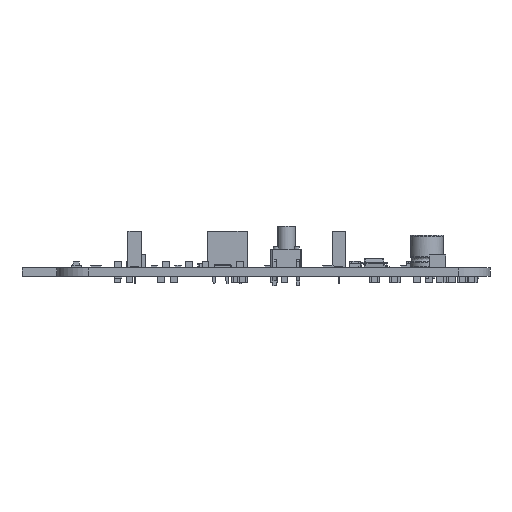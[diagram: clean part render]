
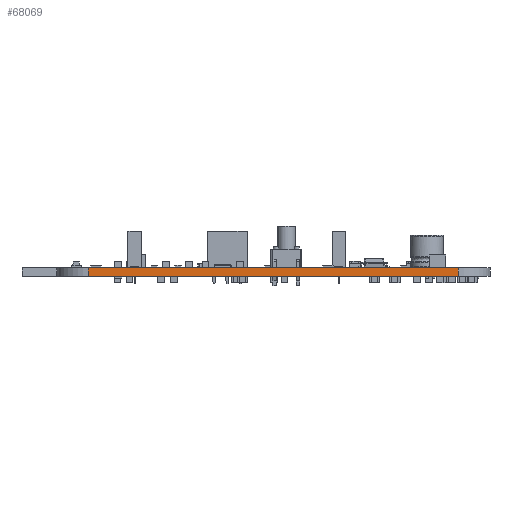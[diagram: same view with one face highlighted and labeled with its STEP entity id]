
A CAD part, left-side view. The second image highlights one B-rep face of the part: STEP entity #68069.
In plain terms, the highlighted planar face has unit normal (-1, 0, 0).
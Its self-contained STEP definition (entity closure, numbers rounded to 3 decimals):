
#63149 = CYLINDRICAL_SURFACE('',#63150,6.096);
#63150 = AXIS2_PLACEMENT_3D('',#63151,#63152,#63153);
#63151 = CARTESIAN_POINT('',(173.228,-98.552,0.));
#63152 = DIRECTION('',(0.,0.,-1.));
#63153 = DIRECTION('',(1.,0.,0.));
#63177 = PLANE('',#63178);
#63178 = AXIS2_PLACEMENT_3D('',#63179,#63180,#63181);
#63179 = CARTESIAN_POINT('',(215.74,-59.624,1.6));
#63180 = DIRECTION('',(0.,0.,1.));
#63181 = DIRECTION('',(1.,0.,0.));
#63231 = PLANE('',#63232);
#63232 = AXIS2_PLACEMENT_3D('',#63233,#63234,#63235);
#63233 = CARTESIAN_POINT('',(215.74,-59.624,0.));
#63234 = DIRECTION('',(0.,0.,1.));
#63235 = DIRECTION('',(1.,0.,0.));
#63246 = EDGE_CURVE('',#63247,#63249,#63251,.T.);
#63247 = VERTEX_POINT('',#63248);
#63248 = CARTESIAN_POINT('',(167.132,-98.552,0.));
#63249 = VERTEX_POINT('',#63250);
#63250 = CARTESIAN_POINT('',(167.132,-98.552,1.6));
#63251 = SURFACE_CURVE('',#63252,(#63256,#63263),.PCURVE_S1.);
#63252 = LINE('',#63253,#63254);
#63253 = CARTESIAN_POINT('',(167.132,-98.552,0.));
#63254 = VECTOR('',#63255,1.);
#63255 = DIRECTION('',(0.,0.,1.));
#63256 = PCURVE('',#63149,#63257);
#63257 = DEFINITIONAL_REPRESENTATION('',(#63258),#63262);
#63258 = LINE('',#63259,#63260);
#63259 = CARTESIAN_POINT('',(-3.142,0.));
#63260 = VECTOR('',#63261,1.);
#63261 = DIRECTION('',(0.,-1.));
#63262 = ( GEOMETRIC_REPRESENTATION_CONTEXT(2) 
PARAMETRIC_REPRESENTATION_CONTEXT() REPRESENTATION_CONTEXT('2D SPACE',''
  ) );
#63263 = PCURVE('',#63264,#63269);
#63264 = PLANE('',#63265);
#63265 = AXIS2_PLACEMENT_3D('',#63266,#63267,#63268);
#63266 = CARTESIAN_POINT('',(167.132,-27.178,0.));
#63267 = DIRECTION('',(1.,0.,0.));
#63268 = DIRECTION('',(0.,-1.,0.));
#63269 = DEFINITIONAL_REPRESENTATION('',(#63270),#63274);
#63270 = LINE('',#63271,#63272);
#63271 = CARTESIAN_POINT('',(71.374,0.));
#63272 = VECTOR('',#63273,1.);
#63273 = DIRECTION('',(0.,-1.));
#63274 = ( GEOMETRIC_REPRESENTATION_CONTEXT(2) 
PARAMETRIC_REPRESENTATION_CONTEXT() REPRESENTATION_CONTEXT('2D SPACE',''
  ) );
#63656 = VERTEX_POINT('',#63657);
#63657 = CARTESIAN_POINT('',(167.132,-27.178,0.));
#63672 = CYLINDRICAL_SURFACE('',#63673,6.096);
#63673 = AXIS2_PLACEMENT_3D('',#63674,#63675,#63676);
#63674 = CARTESIAN_POINT('',(173.228,-27.178,0.));
#63675 = DIRECTION('',(0.,0.,-1.));
#63676 = DIRECTION('',(1.,0.,0.));
#63684 = EDGE_CURVE('',#63656,#63247,#63685,.T.);
#63685 = SURFACE_CURVE('',#63686,(#63690,#63697),.PCURVE_S1.);
#63686 = LINE('',#63687,#63688);
#63687 = CARTESIAN_POINT('',(167.132,-27.178,0.));
#63688 = VECTOR('',#63689,1.);
#63689 = DIRECTION('',(0.,-1.,0.));
#63690 = PCURVE('',#63231,#63691);
#63691 = DEFINITIONAL_REPRESENTATION('',(#63692),#63696);
#63692 = LINE('',#63693,#63694);
#63693 = CARTESIAN_POINT('',(-48.608,32.446));
#63694 = VECTOR('',#63695,1.);
#63695 = DIRECTION('',(0.,-1.));
#63696 = ( GEOMETRIC_REPRESENTATION_CONTEXT(2) 
PARAMETRIC_REPRESENTATION_CONTEXT() REPRESENTATION_CONTEXT('2D SPACE',''
  ) );
#63697 = PCURVE('',#63264,#63698);
#63698 = DEFINITIONAL_REPRESENTATION('',(#63699),#63703);
#63699 = LINE('',#63700,#63701);
#63700 = CARTESIAN_POINT('',(0.,0.));
#63701 = VECTOR('',#63702,1.);
#63702 = DIRECTION('',(1.,0.));
#63703 = ( GEOMETRIC_REPRESENTATION_CONTEXT(2) 
PARAMETRIC_REPRESENTATION_CONTEXT() REPRESENTATION_CONTEXT('2D SPACE',''
  ) );
#66154 = VERTEX_POINT('',#66155);
#66155 = CARTESIAN_POINT('',(167.132,-27.178,1.6));
#66177 = EDGE_CURVE('',#66154,#63249,#66178,.T.);
#66178 = SURFACE_CURVE('',#66179,(#66183,#66190),.PCURVE_S1.);
#66179 = LINE('',#66180,#66181);
#66180 = CARTESIAN_POINT('',(167.132,-27.178,1.6));
#66181 = VECTOR('',#66182,1.);
#66182 = DIRECTION('',(0.,-1.,0.));
#66183 = PCURVE('',#63177,#66184);
#66184 = DEFINITIONAL_REPRESENTATION('',(#66185),#66189);
#66185 = LINE('',#66186,#66187);
#66186 = CARTESIAN_POINT('',(-48.608,32.446));
#66187 = VECTOR('',#66188,1.);
#66188 = DIRECTION('',(0.,-1.));
#66189 = ( GEOMETRIC_REPRESENTATION_CONTEXT(2) 
PARAMETRIC_REPRESENTATION_CONTEXT() REPRESENTATION_CONTEXT('2D SPACE',''
  ) );
#66190 = PCURVE('',#63264,#66191);
#66191 = DEFINITIONAL_REPRESENTATION('',(#66192),#66196);
#66192 = LINE('',#66193,#66194);
#66193 = CARTESIAN_POINT('',(0.,-1.6));
#66194 = VECTOR('',#66195,1.);
#66195 = DIRECTION('',(1.,0.));
#66196 = ( GEOMETRIC_REPRESENTATION_CONTEXT(2) 
PARAMETRIC_REPRESENTATION_CONTEXT() REPRESENTATION_CONTEXT('2D SPACE',''
  ) );
#68069 = ADVANCED_FACE('',(#68070),#63264,.F.);
#68070 = FACE_BOUND('',#68071,.F.);
#68071 = EDGE_LOOP('',(#68072,#68093,#68094,#68095));
#68072 = ORIENTED_EDGE('',*,*,#68073,.T.);
#68073 = EDGE_CURVE('',#63656,#66154,#68074,.T.);
#68074 = SURFACE_CURVE('',#68075,(#68079,#68086),.PCURVE_S1.);
#68075 = LINE('',#68076,#68077);
#68076 = CARTESIAN_POINT('',(167.132,-27.178,0.));
#68077 = VECTOR('',#68078,1.);
#68078 = DIRECTION('',(0.,0.,1.));
#68079 = PCURVE('',#63264,#68080);
#68080 = DEFINITIONAL_REPRESENTATION('',(#68081),#68085);
#68081 = LINE('',#68082,#68083);
#68082 = CARTESIAN_POINT('',(0.,0.));
#68083 = VECTOR('',#68084,1.);
#68084 = DIRECTION('',(0.,-1.));
#68085 = ( GEOMETRIC_REPRESENTATION_CONTEXT(2) 
PARAMETRIC_REPRESENTATION_CONTEXT() REPRESENTATION_CONTEXT('2D SPACE',''
  ) );
#68086 = PCURVE('',#63672,#68087);
#68087 = DEFINITIONAL_REPRESENTATION('',(#68088),#68092);
#68088 = LINE('',#68089,#68090);
#68089 = CARTESIAN_POINT('',(-3.142,0.));
#68090 = VECTOR('',#68091,1.);
#68091 = DIRECTION('',(0.,-1.));
#68092 = ( GEOMETRIC_REPRESENTATION_CONTEXT(2) 
PARAMETRIC_REPRESENTATION_CONTEXT() REPRESENTATION_CONTEXT('2D SPACE',''
  ) );
#68093 = ORIENTED_EDGE('',*,*,#66177,.T.);
#68094 = ORIENTED_EDGE('',*,*,#63246,.F.);
#68095 = ORIENTED_EDGE('',*,*,#63684,.F.);
